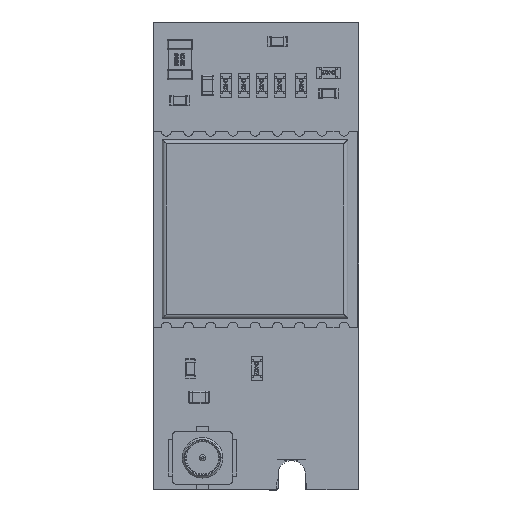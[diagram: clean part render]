
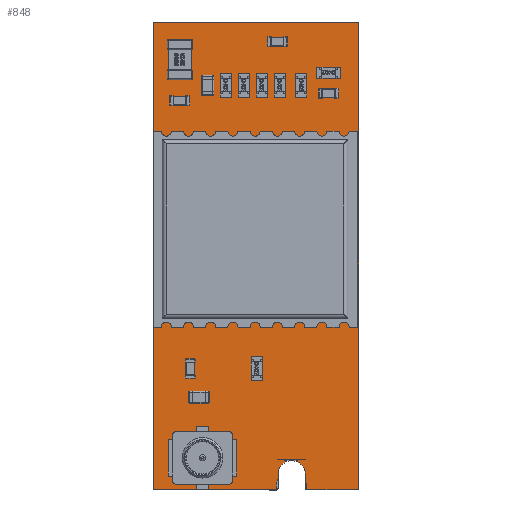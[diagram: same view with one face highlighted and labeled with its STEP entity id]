
A CAD part, top view. The second image highlights one B-rep face of the part: STEP entity #848.
In plain terms, the highlighted planar face has unit normal (0, 0, 1).
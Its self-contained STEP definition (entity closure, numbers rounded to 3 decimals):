
#149 = VERTEX_POINT('',#150);
#150 = CARTESIAN_POINT('',(-0.077,0.,0.752));
#156 = EDGE_CURVE('',#149,#157,#159,.T.);
#157 = VERTEX_POINT('',#158);
#158 = CARTESIAN_POINT('',(0.,-0.077,
    0.752));
#159 = CIRCLE('',#160,0.079);
#160 = AXIS2_PLACEMENT_3D('',#161,#162,#163);
#161 = CARTESIAN_POINT('',(0.002,0.002,
    0.752));
#162 = DIRECTION('',(0.,0.,1.));
#163 = DIRECTION('',(-1.,-0.02,0.));
#189 = EDGE_CURVE('',#157,#190,#192,.T.);
#190 = VERTEX_POINT('',#191);
#191 = CARTESIAN_POINT('',(5.989,-0.077,0.752)
  );
#192 = LINE('',#193,#194);
#193 = CARTESIAN_POINT('',(0.,-0.077,0.752));
#194 = VECTOR('',#195,1.);
#195 = DIRECTION('',(1.,0.,0.));
#222 = VERTEX_POINT('',#223);
#223 = CARTESIAN_POINT('',(6.077,0.502,0.752));
#229 = EDGE_CURVE('',#222,#190,#230,.T.);
#230 = CIRCLE('',#231,1.45);
#231 = AXIS2_PLACEMENT_3D('',#232,#233,#234);
#232 = CARTESIAN_POINT('',(7.437,0.,0.752));
#233 = DIRECTION('',(0.,0.,1.));
#234 = DIRECTION('',(0.,1.,0.));
#253 = EDGE_CURVE('',#222,#254,#256,.T.);
#254 = VERTEX_POINT('',#255);
#255 = CARTESIAN_POINT('',(6.077,0.7,0.752));
#256 = LINE('',#257,#258);
#257 = CARTESIAN_POINT('',(6.077,0.,0.752));
#258 = VECTOR('',#259,1.);
#259 = DIRECTION('',(0.,1.,0.));
#284 = EDGE_CURVE('',#254,#285,#287,.T.);
#285 = VERTEX_POINT('',#286);
#286 = CARTESIAN_POINT('',(6.57,1.349,0.752));
#287 = CIRCLE('',#288,0.673);
#288 = AXIS2_PLACEMENT_3D('',#289,#290,#291);
#289 = CARTESIAN_POINT('',(6.75,0.7,0.752));
#290 = DIRECTION('',(0.,0.,-1.));
#291 = DIRECTION('',(-1.,0.,0.));
#317 = EDGE_CURVE('',#285,#318,#320,.T.);
#318 = VERTEX_POINT('',#319);
#319 = CARTESIAN_POINT('',(6.037,1.45,0.752));
#320 = CIRCLE('',#321,1.45);
#321 = AXIS2_PLACEMENT_3D('',#322,#323,#324);
#322 = CARTESIAN_POINT('',(6.037,0.,0.752));
#323 = DIRECTION('',(0.,0.,1.));
#324 = DIRECTION('',(0.,-1.,0.));
#350 = EDGE_CURVE('',#318,#351,#353,.T.);
#351 = VERTEX_POINT('',#352);
#352 = CARTESIAN_POINT('',(7.437,1.45,0.752));
#353 = LINE('',#354,#355);
#354 = CARTESIAN_POINT('',(6.037,1.45,0.752));
#355 = VECTOR('',#356,1.);
#356 = DIRECTION('',(1.,0.,0.));
#381 = EDGE_CURVE('',#351,#382,#384,.T.);
#382 = VERTEX_POINT('',#383);
#383 = CARTESIAN_POINT('',(6.915,1.353,0.752));
#384 = CIRCLE('',#385,1.45);
#385 = AXIS2_PLACEMENT_3D('',#386,#387,#388);
#386 = CARTESIAN_POINT('',(7.437,0.,0.752));
#387 = DIRECTION('',(0.,0.,1.));
#388 = DIRECTION('',(0.,1.,0.));
#414 = EDGE_CURVE('',#382,#415,#417,.T.);
#415 = VERTEX_POINT('',#416);
#416 = CARTESIAN_POINT('',(7.423,0.702,0.752));
#417 = CIRCLE('',#418,0.673);
#418 = AXIS2_PLACEMENT_3D('',#419,#420,#421);
#419 = CARTESIAN_POINT('',(6.75,0.7,0.752));
#420 = DIRECTION('',(0.,0.,-1.));
#421 = DIRECTION('',(-1.,0.,0.));
#447 = EDGE_CURVE('',#415,#448,#450,.T.);
#448 = VERTEX_POINT('',#449);
#449 = CARTESIAN_POINT('',(7.423,0.7,0.752));
#450 = LINE('',#451,#452);
#451 = CARTESIAN_POINT('',(7.423,0.702,0.752));
#452 = VECTOR('',#453,1.);
#453 = DIRECTION('',(0.,-1.,0.));
#478 = EDGE_CURVE('',#448,#479,#481,.T.);
#479 = VERTEX_POINT('',#480);
#480 = CARTESIAN_POINT('',(7.423,0.427,0.752));
#481 = LINE('',#482,#483);
#482 = CARTESIAN_POINT('',(7.423,0.7,0.752));
#483 = VECTOR('',#484,1.);
#484 = DIRECTION('',(0.,-1.,0.));
#511 = VERTEX_POINT('',#512);
#512 = CARTESIAN_POINT('',(7.485,-0.075,0.752));
#518 = EDGE_CURVE('',#511,#479,#519,.T.);
#519 = CIRCLE('',#520,1.45);
#520 = AXIS2_PLACEMENT_3D('',#521,#522,#523);
#521 = CARTESIAN_POINT('',(6.037,0.,0.752));
#522 = DIRECTION('',(0.,0.,1.));
#523 = DIRECTION('',(0.,-1.,0.));
#542 = EDGE_CURVE('',#511,#543,#545,.T.);
#543 = VERTEX_POINT('',#544);
#544 = CARTESIAN_POINT('',(7.5,-0.077,0.752));
#545 = CIRCLE('',#546,0.079);
#546 = AXIS2_PLACEMENT_3D('',#547,#548,#549);
#547 = CARTESIAN_POINT('',(7.502,0.002,0.752));
#548 = DIRECTION('',(0.,0.,1.));
#549 = DIRECTION('',(-1.,-0.02,0.));
#575 = EDGE_CURVE('',#543,#576,#578,.T.);
#576 = VERTEX_POINT('',#577);
#577 = CARTESIAN_POINT('',(10.,-0.077,0.752));
#578 = LINE('',#579,#580);
#579 = CARTESIAN_POINT('',(7.5,-0.077,0.752));
#580 = VECTOR('',#581,1.);
#581 = DIRECTION('',(1.,0.,0.));
#606 = EDGE_CURVE('',#576,#607,#609,.T.);
#607 = VERTEX_POINT('',#608);
#608 = CARTESIAN_POINT('',(10.077,0.,0.752)
  );
#609 = CIRCLE('',#610,0.079);
#610 = AXIS2_PLACEMENT_3D('',#611,#612,#613);
#611 = CARTESIAN_POINT('',(9.998,0.002,0.752));
#612 = DIRECTION('',(0.,0.,1.));
#613 = DIRECTION('',(0.02,-1.,0.));
#639 = EDGE_CURVE('',#607,#640,#642,.T.);
#640 = VERTEX_POINT('',#641);
#641 = CARTESIAN_POINT('',(10.077,23.,0.752));
#642 = LINE('',#643,#644);
#643 = CARTESIAN_POINT('',(10.077,0.,0.752));
#644 = VECTOR('',#645,1.);
#645 = DIRECTION('',(0.,1.,0.));
#670 = EDGE_CURVE('',#640,#671,#673,.T.);
#671 = VERTEX_POINT('',#672);
#672 = CARTESIAN_POINT('',(10.,23.077,0.752));
#673 = CIRCLE('',#674,0.079);
#674 = AXIS2_PLACEMENT_3D('',#675,#676,#677);
#675 = CARTESIAN_POINT('',(9.998,22.998,0.752));
#676 = DIRECTION('',(0.,0.,1.));
#677 = DIRECTION('',(1.,0.02,0.));
#703 = EDGE_CURVE('',#671,#704,#706,.T.);
#704 = VERTEX_POINT('',#705);
#705 = CARTESIAN_POINT('',(0.,23.077,0.752)
  );
#706 = LINE('',#707,#708);
#707 = CARTESIAN_POINT('',(10.,23.077,0.752));
#708 = VECTOR('',#709,1.);
#709 = DIRECTION('',(-1.,0.,0.));
#734 = EDGE_CURVE('',#704,#735,#737,.T.);
#735 = VERTEX_POINT('',#736);
#736 = CARTESIAN_POINT('',(-0.077,23.,0.752));
#737 = CIRCLE('',#738,0.079);
#738 = AXIS2_PLACEMENT_3D('',#739,#740,#741);
#739 = CARTESIAN_POINT('',(0.002,22.998,0.752)
  );
#740 = DIRECTION('',(0.,0.,1.));
#741 = DIRECTION('',(-0.02,1.,0.));
#767 = EDGE_CURVE('',#735,#149,#768,.T.);
#768 = LINE('',#769,#770);
#769 = CARTESIAN_POINT('',(-0.077,23.,0.752));
#770 = VECTOR('',#771,1.);
#771 = DIRECTION('',(0.,-1.,0.));
#791 = VERTEX_POINT('',#792);
#792 = CARTESIAN_POINT('',(8.16,13.7,0.752));
#798 = EDGE_CURVE('',#791,#791,#799,.T.);
#799 = CIRCLE('',#800,1.41);
#800 = AXIS2_PLACEMENT_3D('',#801,#802,#803);
#801 = CARTESIAN_POINT('',(6.75,13.7,0.752));
#802 = DIRECTION('',(0.,0.,1.));
#803 = DIRECTION('',(1.,0.,0.));
#848 = ADVANCED_FACE('',(#849,#871),#874,.F.);
#849 = FACE_BOUND('',#850,.F.);
#850 = EDGE_LOOP('',(#851,#852,#853,#854,#855,#856,#857,#858,#859,#860,
    #861,#862,#863,#864,#865,#866,#867,#868,#869,#870));
#851 = ORIENTED_EDGE('',*,*,#156,.F.);
#852 = ORIENTED_EDGE('',*,*,#767,.F.);
#853 = ORIENTED_EDGE('',*,*,#734,.F.);
#854 = ORIENTED_EDGE('',*,*,#703,.F.);
#855 = ORIENTED_EDGE('',*,*,#670,.F.);
#856 = ORIENTED_EDGE('',*,*,#639,.F.);
#857 = ORIENTED_EDGE('',*,*,#606,.F.);
#858 = ORIENTED_EDGE('',*,*,#575,.F.);
#859 = ORIENTED_EDGE('',*,*,#542,.F.);
#860 = ORIENTED_EDGE('',*,*,#518,.T.);
#861 = ORIENTED_EDGE('',*,*,#478,.F.);
#862 = ORIENTED_EDGE('',*,*,#447,.F.);
#863 = ORIENTED_EDGE('',*,*,#414,.F.);
#864 = ORIENTED_EDGE('',*,*,#381,.F.);
#865 = ORIENTED_EDGE('',*,*,#350,.F.);
#866 = ORIENTED_EDGE('',*,*,#317,.F.);
#867 = ORIENTED_EDGE('',*,*,#284,.F.);
#868 = ORIENTED_EDGE('',*,*,#253,.F.);
#869 = ORIENTED_EDGE('',*,*,#229,.T.);
#870 = ORIENTED_EDGE('',*,*,#189,.F.);
#871 = FACE_BOUND('',#872,.F.);
#872 = EDGE_LOOP('',(#873));
#873 = ORIENTED_EDGE('',*,*,#798,.T.);
#874 = PLANE('',#875);
#875 = AXIS2_PLACEMENT_3D('',#876,#877,#878);
#876 = CARTESIAN_POINT('',(-0.077,0.,0.752));
#877 = DIRECTION('',(0.,0.,-1.));
#878 = DIRECTION('',(-1.,0.,0.));
